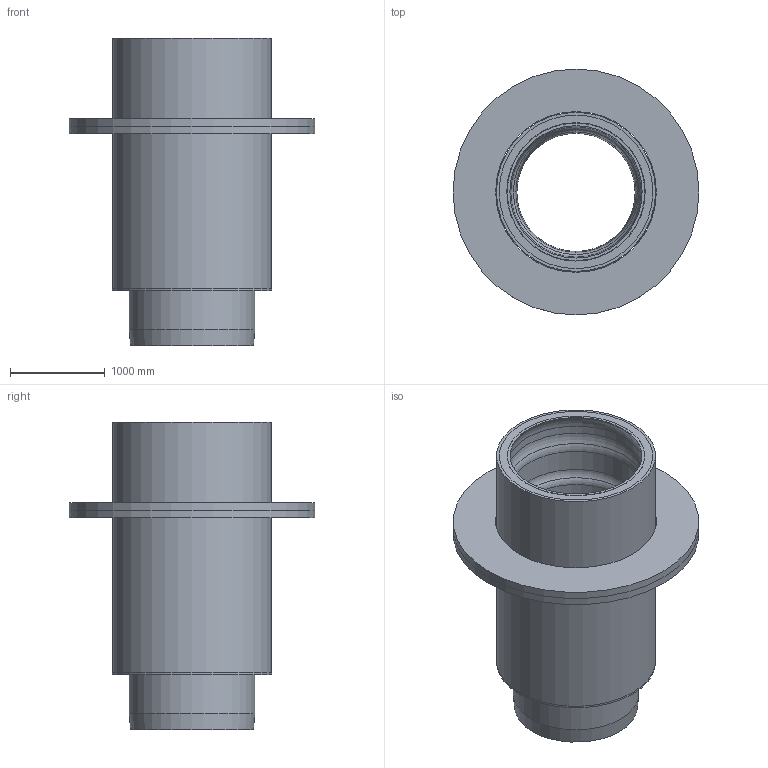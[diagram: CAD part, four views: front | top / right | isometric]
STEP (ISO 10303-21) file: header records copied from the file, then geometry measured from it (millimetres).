
FILE_DESCRIPTION(/* description */ (''),/* implementation_level */ '2;1');
FILE_NAME(/* name */ '82651.125X_3D.stp',/* time_stamp */ '2024-12-12T09:49:54+01:00',/* author */ ('CAD'),/* organization */ (''),/* preprocessor_version */ 'ST-DEVELOPER v20',/* originating_system */ 'AutoCAD Mechanical',/* authorisation */ '');
FILE_SCHEMA (('AUTOMOTIVE_DESIGN { 1 0 10303 214 3 1 1 }'));
Length unit declared in the file: centimetre
Products named in the file (1): Product
Bounding box: 2600 x 2600 x 3250 mm (x, y, z)
Volume: 1354969313.3 mm3; surface area: 75891737.3 mm2
Topology: 6 solids, 6 shells, 54 faces, 107 edges, 69 vertices
Faces by surface type: cylinder 19, plane 16, torus 12, cone 7
Full cylindrical faces by diameter (mm): 1280 x1, 1330 x2, 1380 x1, 1410 x1, 1430 x1, 1470 x1, 1520 x2, 1530 x1, 1625 x3, 1683 x2, 1700 x2, 2600 x2
Entity records: 1486 total; most frequent: DIRECTION 298, CARTESIAN_POINT 231, ORIENTED_EDGE 214, AXIS2_PLACEMENT_3D 136, EDGE_CURVE 107, CIRCLE 81, EDGE_LOOP 70, VERTEX_POINT 69
